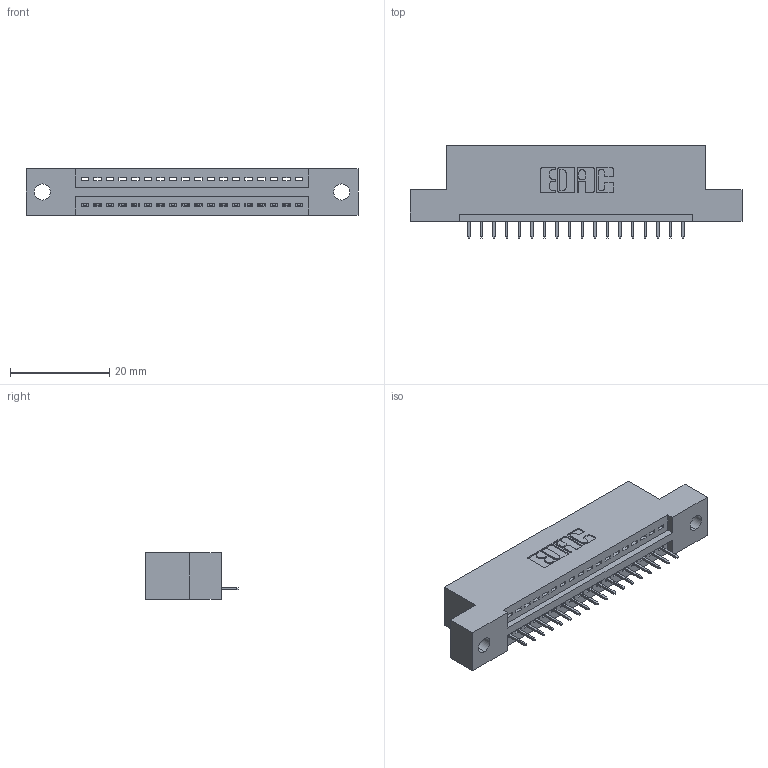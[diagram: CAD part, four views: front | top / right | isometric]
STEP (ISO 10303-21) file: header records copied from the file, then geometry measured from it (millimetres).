
FILE_DESCRIPTION (( 'STEP AP203' ), '1' );
FILE_NAME ('895-018-525-102.STEP', '2020-09-25T06:25:52', ( '' ), ( '' ), 'SwSTEP 2.0', 'SolidWorks 2020', '' );
FILE_SCHEMA (( 'CONFIG_CONTROL_DESIGN' ));
Length unit declared in the file: inch
Products named in the file (3): 895-018-525-102; 345-292-001_345-293-125; 845 Part_Flush Mounting Lugs - 0.128 Dia
Assembly tree (19 placements, depth 2):
  895-018-525-102
    845 Part_Flush Mounting Lugs - 0.128 Dia
    345-292-001_345-293-125  x18
Bounding box: 66.93 x 18.72 x 9.4 mm (x, y, z)
Volume: 6050.2 mm3; surface area: 7197.4 mm2
Topology: 19 solids, 19 shells, 1242 faces, 3581 edges, 2314 vertices
Faces by surface type: plane 908, cylinder 334
Entity records: 16855 total; most frequent: CARTESIAN_POINT 2926, ORIENTED_EDGE 2878, DIRECTION 2591, EDGE_CURVE 1439, LINE 1239, VECTOR 1239, VERTEX_POINT 954, AXIS2_PLACEMENT_3D 676
